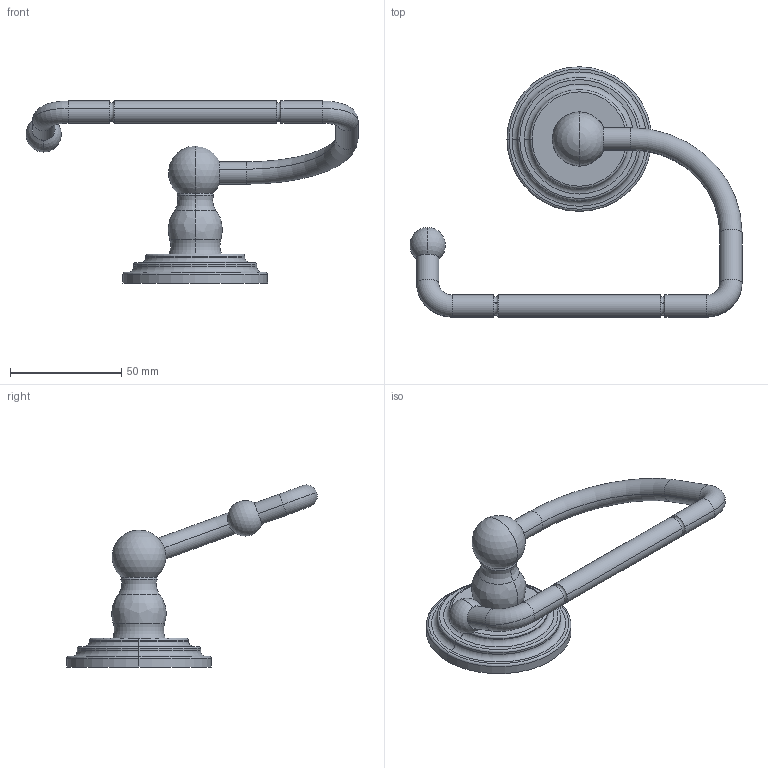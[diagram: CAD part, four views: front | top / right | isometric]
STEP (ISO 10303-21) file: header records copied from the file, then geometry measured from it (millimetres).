
FILE_DESCRIPTION((''),'2;1');
FILE_NAME('890-1510','2025-04-22T17:19:39',('SwamiS'),(''),'CREO PARAMETRIC BY PTC INC, 2023134','CREO PARAMETRIC BY PTC INC, 2023134','');
FILE_SCHEMA(('CONFIG_CONTROL_DESIGN'));
Length unit declared in the file: inch
Products named in the file (1): 890-1510
Bounding box: 149.23 x 112.7 x 81.82 mm (x, y, z)
Volume: 72079.5 mm3; surface area: 22265.6 mm2
Topology: 2 solids, 2 shells, 64 faces, 140 edges, 82 vertices
Faces by surface type: cylinder 24, torus 24, plane 8, sphere 4, bspline 2, cone 2
Entity records: 1844 total; most frequent: DIRECTION 368, CARTESIAN_POINT 336, ORIENTED_EDGE 272, AXIS2_PLACEMENT_3D 170, EDGE_CURVE 136, CIRCLE 108, VERTEX_POINT 82, EDGE_LOOP 70
